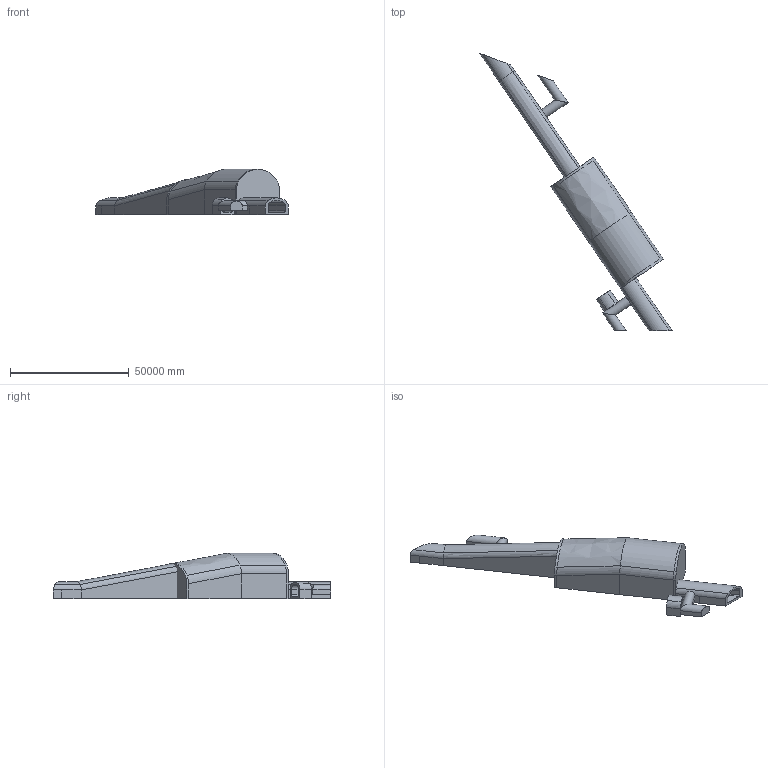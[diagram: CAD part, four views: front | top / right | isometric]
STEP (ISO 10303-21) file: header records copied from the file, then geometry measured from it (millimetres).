
FILE_DESCRIPTION(('CoCreate Modeling STEP Export'),'2;1');
FILE_NAME('4850-LM1Assy-30Mar10.pkg.stp','2010-03-31T 8:36:25',(''),(''),'CoCreate Modeling STEP processor for AP214 (Solid Model)','CoCreate Modeling 16.00A 16-Aug-2008 (C) Parametric Technology GmbH','');
FILE_SCHEMA(('AUTOMOTIVE_DESIGN { 1 0 10303 214 1 1 1 1 }'));
Length unit declared in the file: millimetre
Products named in the file (15): EOR-LM1; DriftExit6x5.1; DriftTrans6x5-6x12a; Cavern20x17; CavernTrans20x12-20x17; EndWall20x17; EndWall20x12.2; DriftEnt4x4-10.1; DriftEnt4x4-10; DriftEntAssy1; DriftExit6x5; DriftExit4x4-16; DriftExit4x4-12; DriftExitAssy; 4850-LM1Assy-30Mar10
Assembly tree (14 placements, depth 3):
  4850-LM1Assy-30Mar10
    DriftExitAssy
      DriftExit4x4-12
      DriftExit4x4-16
    DriftExit6x5
    DriftEntAssy1
      DriftEnt4x4-10
      DriftEnt4x4-10.1
    EndWall20x12.2
    EndWall20x17
    CavernTrans20x12-20x17
    Cavern20x17
    DriftTrans6x5-6x12a
    DriftExit6x5.1
    EOR-LM1
Bounding box: 81002.31 x 116761.44 x 18955.66 mm (x, y, z)
Volume: 7085328413137.9 mm3; surface area: 14254579450.2 mm2
Topology: 12 solids, 12 shells, 143 faces, 357 edges, 238 vertices
Faces by surface type: plane 85, cylinder 46, extrusion 12
Entity records: 4739 total; most frequent: CARTESIAN_POINT 798, DIRECTION 769, ORIENTED_EDGE 714, EDGE_CURVE 357, AXIS2_PLACEMENT_3D 263, VECTOR 243, VERTEX_POINT 238, LINE 231
